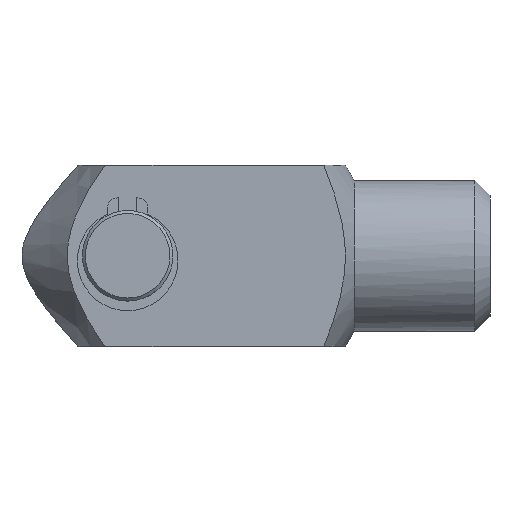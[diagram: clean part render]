
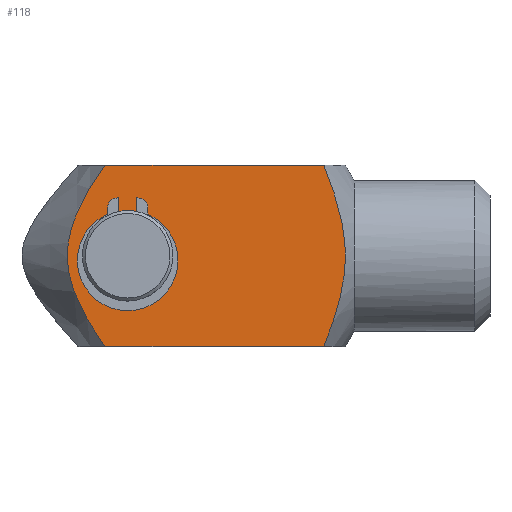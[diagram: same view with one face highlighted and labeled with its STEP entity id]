
A CAD part, top view. The second image highlights one B-rep face of the part: STEP entity #118.
In plain terms, the highlighted planar face has unit normal (0, 0, 1).
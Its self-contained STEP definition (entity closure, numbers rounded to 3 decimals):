
#118 = ADVANCED_FACE( '', ( #271, #272 ), #273, .F. );
#271 = FACE_BOUND( '', #462, .T. );
#272 = FACE_OUTER_BOUND( '', #463, .T. );
#273 = PLANE( '', #464 );
#462 = EDGE_LOOP( '', ( #743 ) );
#463 = EDGE_LOOP( '', ( #744, #745, #746, #747 ) );
#464 = AXIS2_PLACEMENT_3D( '', #748, #749, #750 );
#743 = ORIENTED_EDGE( '', *, *, #1112, .F. );
#744 = ORIENTED_EDGE( '', *, *, #1090, .F. );
#745 = ORIENTED_EDGE( '', *, *, #1113, .F. );
#746 = ORIENTED_EDGE( '', *, *, #1114, .F. );
#747 = ORIENTED_EDGE( '', *, *, #1115, .T. );
#748 = CARTESIAN_POINT( '', ( -7., 6., 6. ) );
#749 = DIRECTION( '', ( 0., 0., -1. ) );
#750 = DIRECTION( '', ( -1., 0., 0. ) );
#1090 = EDGE_CURVE( '', #1305, #1300, #1307, .F. );
#1112 = EDGE_CURVE( '', #1339, #1339, #1340, .F. );
#1113 = EDGE_CURVE( '', #1341, #1305, #1342, .T. );
#1114 = EDGE_CURVE( '', #1343, #1341, #1344, .T. );
#1115 = EDGE_CURVE( '', #1343, #1300, #1345, .T. );
#1300 = VERTEX_POINT( '', #1606 );
#1305 = VERTEX_POINT( '', #1637 );
#1307 = B_SPLINE_CURVE_WITH_KNOTS( '', 3, ( #1652, #1653, #1654, #1655, #1656, #1657, #1658, #1659, #1660, #1661, #1662, #1663, #1664, #1665 ), .UNSPECIFIED., .F., .F., ( 4, 2, 2, 2, 2, 2, 4 ), ( 0.007, 0.01, 0.013, 0.014, 0.015, 0.016, 0.02 ), .UNSPECIFIED. );
#1339 = VERTEX_POINT( '', #1703 );
#1340 = CIRCLE( '', #1704, 3. );
#1341 = VERTEX_POINT( '', #1705 );
#1342 = LINE( '', #1706, #1707 );
#1343 = VERTEX_POINT( '', #1708 );
#1344 = B_SPLINE_CURVE_WITH_KNOTS( '', 3, ( #1709, #1710, #1711, #1712, #1713, #1714, #1715, #1716, #1717, #1718, #1719, #1720, #1721, #1722, #1723, #1724, #1725, #1726, #1727, #1728, #1729, #1730, #1731, #1732 ), .UNSPECIFIED., .F., .F., ( 4, 2, 2, 2, 2, 2, 2, 2, 2, 2, 2, 4 ), ( 0.034, 0.035, 0.037, 0.039, 0.039, 0.04, 0.041, 0.042, 0.043, 0.044, 0.045, 0.047 ), .UNSPECIFIED. );
#1345 = LINE( '', #1733, #1734 );
#1606 = CARTESIAN_POINT( '', ( 12.988, -6., 6. ) );
#1637 = CARTESIAN_POINT( '', ( 12.988, 6., 6. ) );
#1652 = CARTESIAN_POINT( '', ( 12.988, -6., 6. ) );
#1653 = CARTESIAN_POINT( '', ( 13.379, -5.041, 6. ) );
#1654 = CARTESIAN_POINT( '', ( 13.735, -4.061, 6. ) );
#1655 = CARTESIAN_POINT( '', ( 14.258, -2.072, 6. ) );
#1656 = CARTESIAN_POINT( '', ( 14.421, -1.058, 6. ) );
#1657 = CARTESIAN_POINT( '', ( 14.423, 0.249, 6. ) );
#1658 = CARTESIAN_POINT( '', ( 14.413, 0.512, 6. ) );
#1659 = CARTESIAN_POINT( '', ( 14.375, 1.031, 6. ) );
#1660 = CARTESIAN_POINT( '', ( 14.347, 1.289, 6. ) );
#1661 = CARTESIAN_POINT( '', ( 14.236, 2.056, 6. ) );
#1662 = CARTESIAN_POINT( '', ( 14.129, 2.56, 6. ) );
#1663 = CARTESIAN_POINT( '', ( 13.736, 4.058, 6. ) );
#1664 = CARTESIAN_POINT( '', ( 13.38, 5.04, 6. ) );
#1665 = CARTESIAN_POINT( '', ( 12.988, 6., 6. ) );
#1703 = CARTESIAN_POINT( '', ( -3., 0., 6. ) );
#1704 = AXIS2_PLACEMENT_3D( '', #2038, #2039, #2040 );
#1705 = CARTESIAN_POINT( '', ( -1.515, 6., 6. ) );
#1706 = CARTESIAN_POINT( '', ( -7., 6., 6. ) );
#1707 = VECTOR( '', #2041, 1000. );
#1708 = CARTESIAN_POINT( '', ( -1.515, -6., 6. ) );
#1709 = CARTESIAN_POINT( '', ( -1.515, -6., 6. ) );
#1710 = CARTESIAN_POINT( '', ( -1.828, -5.558, 6. ) );
#1711 = CARTESIAN_POINT( '', ( -2.13, -5.106, 6. ) );
#1712 = CARTESIAN_POINT( '', ( -2.701, -4.172, 6. ) );
#1713 = CARTESIAN_POINT( '', ( -2.972, -3.686, 6. ) );
#1714 = CARTESIAN_POINT( '', ( -3.44, -2.689, 6. ) );
#1715 = CARTESIAN_POINT( '', ( -3.638, -2.178, 6. ) );
#1716 = CARTESIAN_POINT( '', ( -3.849, -1.378, 6. ) );
#1717 = CARTESIAN_POINT( '', ( -3.905, -1.104, 6. ) );
#1718 = CARTESIAN_POINT( '', ( -3.98, -0.555, 6. ) );
#1719 = CARTESIAN_POINT( '', ( -4., -0.281, 6. ) );
#1720 = CARTESIAN_POINT( '', ( -4., 0.268, 6. ) );
#1721 = CARTESIAN_POINT( '', ( -3.982, 0.543, 6. ) );
#1722 = CARTESIAN_POINT( '', ( -3.907, 1.093, 6. ) );
#1723 = CARTESIAN_POINT( '', ( -3.852, 1.366, 6. ) );
#1724 = CARTESIAN_POINT( '', ( -3.642, 2.165, 6. ) );
#1725 = CARTESIAN_POINT( '', ( -3.444, 2.678, 6. ) );
#1726 = CARTESIAN_POINT( '', ( -3.094, 3.427, 6. ) );
#1727 = CARTESIAN_POINT( '', ( -2.967, 3.674, 6. ) );
#1728 = CARTESIAN_POINT( '', ( -2.702, 4.159, 6. ) );
#1729 = CARTESIAN_POINT( '', ( -2.564, 4.397, 6. ) );
#1730 = CARTESIAN_POINT( '', ( -2.135, 5.099, 6. ) );
#1731 = CARTESIAN_POINT( '', ( -1.83, 5.554, 6. ) );
#1732 = CARTESIAN_POINT( '', ( -1.515, 6., 6. ) );
#1733 = CARTESIAN_POINT( '', ( -7., -6., 6. ) );
#1734 = VECTOR( '', #2042, 1000. );
#2038 = CARTESIAN_POINT( '', ( 0., 0., 6. ) );
#2039 = DIRECTION( '', ( 0., 0., -1. ) );
#2040 = DIRECTION( '', ( -1., 0., 0. ) );
#2041 = DIRECTION( '', ( 1., 0., 0. ) );
#2042 = DIRECTION( '', ( 1., 0., 0. ) );
